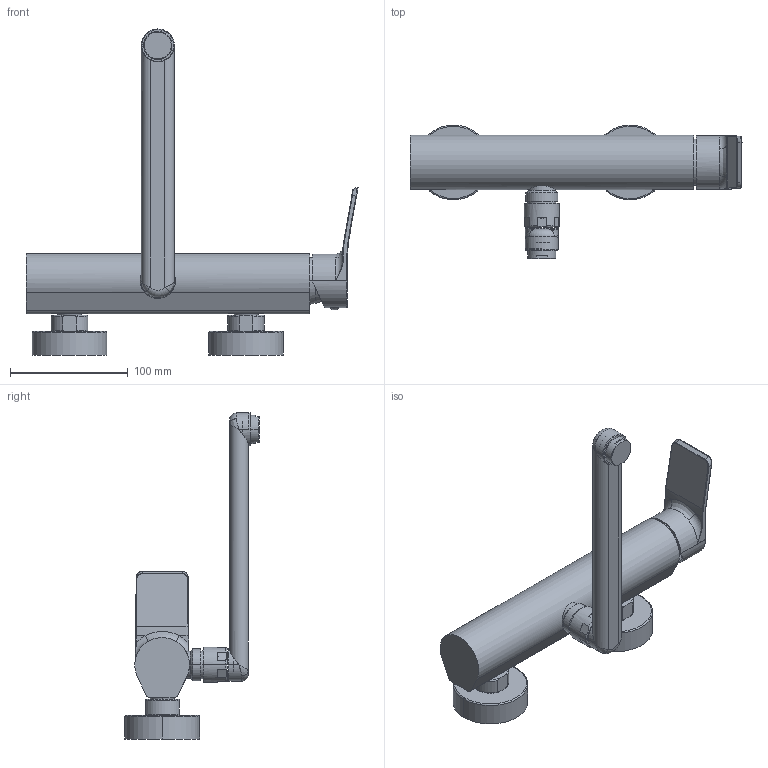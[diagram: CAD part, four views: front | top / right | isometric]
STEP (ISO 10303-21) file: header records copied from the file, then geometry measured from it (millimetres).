
FILE_DESCRIPTION((''),'2;1');
FILE_NAME('TI161CR','2021-11-09T08:14:27',('ut3'),('PAFFONI SpA'),'CREO PARAMETRIC BY PTC INC, 2020044','CREO PARAMETRIC BY PTC INC, 2020044','');
FILE_SCHEMA(('CONFIG_CONTROL_DESIGN','SHAPE_APPEARANCE_LAYERS_GROUPS'));
Length unit declared in the file: millimetre
Products named in the file (1): TI161CR
Bounding box: 282.05 x 114.2 x 277 mm (x, y, z)
Volume: 384510.8 mm3; surface area: 169989.6 mm2
Topology: 3 solids, 3 shells, 588 faces, 1373 edges, 834 vertices
Faces by surface type: cylinder 209, plane 199, torus 60, bspline 59, cone 45, sphere 16
Entity records: 27623 total; most frequent: CARTESIAN_POINT 10313, DIRECTION 2752, ORIENTED_EDGE 2742, EDGE_CURVE 1371, AXIS2_PLACEMENT_3D 1096, VERTEX_POINT 834, EDGE_LOOP 645, FACE_OUTER_BOUND 588
